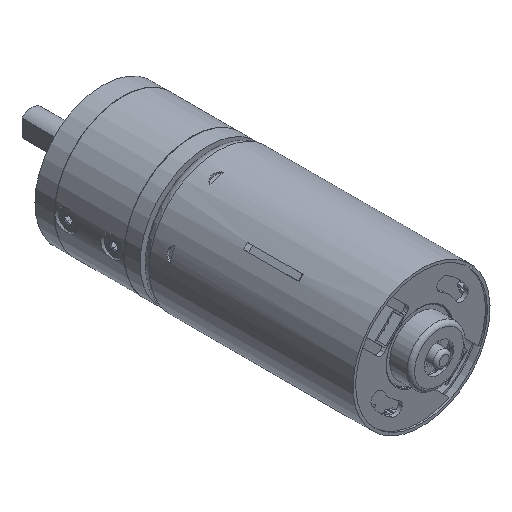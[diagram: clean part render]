
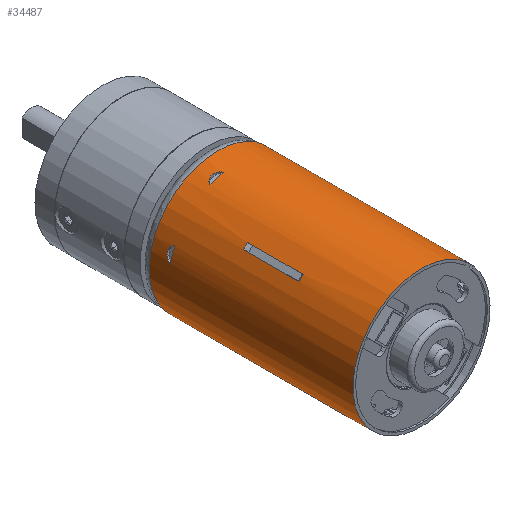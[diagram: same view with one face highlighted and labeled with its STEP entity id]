
A CAD part, isometric view. The second image highlights one B-rep face of the part: STEP entity #34487.
In plain terms, the highlighted cylindrical face has radius 21.175 mm (diameter 42.35 mm), a full revolution.
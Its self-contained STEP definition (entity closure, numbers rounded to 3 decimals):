
#462=B_SPLINE_CURVE_WITH_KNOTS('',3,(#49615,#49616,#49617,#49618,#49619,
#49620,#49621),.UNSPECIFIED.,.F.,.F.,(4,1,1,1,4),(0.,
0.001,0.003,0.004,0.006),
 .UNSPECIFIED.);
#463=B_SPLINE_CURVE_WITH_KNOTS('',3,(#49640,#49641,#49642,#49643,#49644,
#49645,#49646),.UNSPECIFIED.,.F.,.F.,(4,1,1,1,4),(0.,
0.001,0.003,0.004,0.006),
 .UNSPECIFIED.);
#602=B_SPLINE_CURVE_WITH_KNOTS('',3,(#51308,#51309,#51310,#51311,#51312,
#51313,#51314),.UNSPECIFIED.,.F.,.F.,(4,1,1,1,4),(0.,
0.001,0.003,0.004,0.006),
 .UNSPECIFIED.);
#609=B_SPLINE_CURVE_WITH_KNOTS('',3,(#51368,#51369,#51370,#51371,#51372,
#51373,#51374),.UNSPECIFIED.,.F.,.F.,(4,1,1,1,4),(0.,
0.001,0.003,0.004,0.006),
 .UNSPECIFIED.);
#1620=LINE('',#51352,#4409);
#1621=LINE('',#51361,#4410);
#3720=LINE('',#60520,#6509);
#3721=LINE('',#60522,#6510);
#4409=VECTOR('',#40013,1000.);
#4410=VECTOR('',#40020,1000.);
#6509=VECTOR('',#47283,1000.);
#6510=VECTOR('',#47284,1000.);
#17086=ORIENTED_EDGE('',*,*,#22677,.F.);
#17087=ORIENTED_EDGE('',*,*,#22674,.T.);
#17088=ORIENTED_EDGE('',*,*,#22678,.F.);
#17089=ORIENTED_EDGE('',*,*,#22679,.F.);
#17090=ORIENTED_EDGE('',*,*,#18309,.F.);
#17091=ORIENTED_EDGE('',*,*,#18312,.T.);
#17092=ORIENTED_EDGE('',*,*,#18316,.F.);
#17093=ORIENTED_EDGE('',*,*,#18318,.F.);
#17094=ORIENTED_EDGE('',*,*,#18910,.T.);
#17095=ORIENTED_EDGE('',*,*,#18889,.F.);
#17096=ORIENTED_EDGE('',*,*,#18891,.F.);
#17097=ORIENTED_EDGE('',*,*,#18901,.T.);
#17098=ORIENTED_EDGE('',*,*,#18900,.F.);
#17099=ORIENTED_EDGE('',*,*,#18897,.T.);
#17100=ORIENTED_EDGE('',*,*,#18903,.F.);
#17101=ORIENTED_EDGE('',*,*,#18906,.F.);
#17102=ORIENTED_EDGE('',*,*,#18909,.T.);
#18309=EDGE_CURVE('',#23335,#23336,#462,.T.);
#18312=EDGE_CURVE('',#23335,#23336,#26453,.T.);
#18316=EDGE_CURVE('',#23339,#23340,#26455,.T.);
#18318=EDGE_CURVE('',#23340,#23339,#463,.T.);
#18889=EDGE_CURVE('',#23755,#23756,#26637,.T.);
#18891=EDGE_CURVE('',#23756,#23755,#602,.T.);
#18897=EDGE_CURVE('',#23762,#23761,#26638,.T.);
#18900=EDGE_CURVE('',#23762,#23763,#1620,.T.);
#18901=EDGE_CURVE('',#23764,#23763,#26639,.T.);
#18903=EDGE_CURVE('',#23764,#23761,#1621,.T.);
#18906=EDGE_CURVE('',#23767,#23768,#609,.T.);
#18909=EDGE_CURVE('',#23767,#23768,#26641,.T.);
#18910=EDGE_CURVE('',#23769,#23769,#26642,.T.);
#22674=EDGE_CURVE('',#26090,#26091,#27724,.T.);
#22677=EDGE_CURVE('',#26090,#26092,#3720,.T.);
#22678=EDGE_CURVE('',#26093,#26091,#3721,.T.);
#22679=EDGE_CURVE('',#26092,#26093,#27725,.T.);
#23335=VERTEX_POINT('',#49622);
#23336=VERTEX_POINT('',#49623);
#23339=VERTEX_POINT('',#49635);
#23340=VERTEX_POINT('',#49637);
#23755=VERTEX_POINT('',#51303);
#23756=VERTEX_POINT('',#51305);
#23761=VERTEX_POINT('',#51339);
#23762=VERTEX_POINT('',#51341);
#23763=VERTEX_POINT('',#51351);
#23764=VERTEX_POINT('',#51355);
#23767=VERTEX_POINT('',#51375);
#23768=VERTEX_POINT('',#51376);
#23769=VERTEX_POINT('',#51383);
#26090=VERTEX_POINT('',#60515);
#26091=VERTEX_POINT('',#60516);
#26092=VERTEX_POINT('',#60521);
#26093=VERTEX_POINT('',#60523);
#26453=CIRCLE('',#34922,21.175);
#26455=CIRCLE('',#34926,21.175);
#26637=CIRCLE('',#35346,21.175);
#26638=CIRCLE('',#35350,21.175);
#26639=CIRCLE('',#35353,21.175);
#26641=CIRCLE('',#35359,21.175);
#26642=CIRCLE('',#35361,21.175);
#27724=CIRCLE('',#37935,21.175);
#27725=CIRCLE('',#37937,21.175);
#29742=EDGE_LOOP('',(#17086,#17087,#17088,#17089));
#29743=EDGE_LOOP('',(#17090,#17091));
#29744=EDGE_LOOP('',(#17092,#17093));
#29745=EDGE_LOOP('',(#17094));
#29746=EDGE_LOOP('',(#17095,#17096));
#29747=EDGE_LOOP('',(#17097,#17098,#17099,#17100));
#29748=EDGE_LOOP('',(#17101,#17102));
#31881=FACE_BOUND('',#29742,.T.);
#31882=FACE_BOUND('',#29743,.T.);
#31883=FACE_BOUND('',#29744,.T.);
#31884=FACE_BOUND('',#29745,.T.);
#31885=FACE_BOUND('',#29746,.T.);
#31886=FACE_BOUND('',#29747,.T.);
#31887=FACE_BOUND('',#29748,.T.);
#32693=CYLINDRICAL_SURFACE('',#37936,21.175);
#34487=ADVANCED_FACE('',(#31881,#31882,#31883,#31884,#31885,#31886,#31887),
#32693,.T.);
#34922=AXIS2_PLACEMENT_3D('',#49627,#38900,#38901);
#34926=AXIS2_PLACEMENT_3D('',#49636,#38910,#38911);
#35346=AXIS2_PLACEMENT_3D('',#51304,#39998,#39999);
#35350=AXIS2_PLACEMENT_3D('',#51340,#40009,#40010);
#35353=AXIS2_PLACEMENT_3D('',#51354,#40016,#40017);
#35359=AXIS2_PLACEMENT_3D('',#51380,#40032,#40033);
#35361=AXIS2_PLACEMENT_3D('',#51382,#40036,#40037);
#37935=AXIS2_PLACEMENT_3D('',#60514,#47277,#47278);
#37936=AXIS2_PLACEMENT_3D('',#60519,#47281,#47282);
#37937=AXIS2_PLACEMENT_3D('',#60524,#47285,#47286);
#38900=DIRECTION('',(0.,-1.,0.));
#38901=DIRECTION('',(0.,0.,1.));
#38910=DIRECTION('',(0.,1.,0.));
#38911=DIRECTION('',(0.,0.,1.));
#39998=DIRECTION('',(0.,1.,0.));
#39999=DIRECTION('',(0.,0.,1.));
#40009=DIRECTION('',(0.,1.,0.));
#40010=DIRECTION('',(-0.737,0.,0.676));
#40013=DIRECTION('',(0.,-1.,0.));
#40016=DIRECTION('',(0.,-1.,0.));
#40017=DIRECTION('',(-0.676,0.,0.737));
#40020=DIRECTION('',(0.,1.,0.));
#40032=DIRECTION('',(0.,-1.,0.));
#40033=DIRECTION('',(0.,0.,1.));
#40036=DIRECTION('',(0.,-1.,0.));
#40037=DIRECTION('',(-0.707,0.,-0.707));
#47277=DIRECTION('',(0.,1.,0.));
#47278=DIRECTION('',(0.707,0.,0.707));
#47281=DIRECTION('',(0.,1.,0.));
#47282=DIRECTION('',(0.707,0.,0.707));
#47283=DIRECTION('',(0.,-1.,0.));
#47284=DIRECTION('',(0.,1.,0.));
#47285=DIRECTION('',(0.,-1.,0.));
#47286=DIRECTION('',(0.655,0.,0.755));
#49615=CARTESIAN_POINT('',(19.397,-9.1,-8.493));
#49616=CARTESIAN_POINT('',(19.462,-8.659,-8.344));
#49617=CARTESIAN_POINT('',(19.698,-7.896,-7.799));
#49618=CARTESIAN_POINT('',(20.175,-7.452,-6.487));
#49619=CARTESIAN_POINT('',(20.553,-7.894,-5.142));
#49620=CARTESIAN_POINT('',(20.679,-8.659,-4.559));
#49621=CARTESIAN_POINT('',(20.713,-9.1,-4.4));
#49622=CARTESIAN_POINT('',(19.397,-9.1,-8.493));
#49623=CARTESIAN_POINT('',(20.713,-9.1,-4.4));
#49627=CARTESIAN_POINT('',(0.,-9.1,0.));
#49635=CARTESIAN_POINT('',(8.493,-9.1,-19.397));
#49636=CARTESIAN_POINT('',(0.,-9.1,0.));
#49637=CARTESIAN_POINT('',(4.4,-9.1,-20.713));
#49640=CARTESIAN_POINT('',(4.4,-9.1,-20.713));
#49641=CARTESIAN_POINT('',(4.559,-8.659,-20.679));
#49642=CARTESIAN_POINT('',(5.14,-7.896,-20.553));
#49643=CARTESIAN_POINT('',(6.484,-7.452,-20.176));
#49644=CARTESIAN_POINT('',(7.797,-7.894,-19.699));
#49645=CARTESIAN_POINT('',(8.344,-8.659,-19.462));
#49646=CARTESIAN_POINT('',(8.493,-9.1,-19.397));
#51303=CARTESIAN_POINT('',(-8.493,-9.1,19.397));
#51304=CARTESIAN_POINT('',(0.,-9.1,0.));
#51305=CARTESIAN_POINT('',(-4.4,-9.1,20.713));
#51308=CARTESIAN_POINT('',(-4.4,-9.1,20.713));
#51309=CARTESIAN_POINT('',(-4.559,-8.659,20.679));
#51310=CARTESIAN_POINT('',(-5.14,-7.896,20.553));
#51311=CARTESIAN_POINT('',(-6.484,-7.452,20.176));
#51312=CARTESIAN_POINT('',(-7.797,-7.894,19.699));
#51313=CARTESIAN_POINT('',(-8.344,-8.659,19.462));
#51314=CARTESIAN_POINT('',(-8.493,-9.1,19.397));
#51339=CARTESIAN_POINT('',(-14.323,-26.575,15.596));
#51340=CARTESIAN_POINT('',(0.,-26.575,0.));
#51341=CARTESIAN_POINT('',(-15.596,-26.575,14.323));
#51351=CARTESIAN_POINT('',(-15.596,-43.725,14.323));
#51352=CARTESIAN_POINT('',(-15.596,-67.26,14.323));
#51354=CARTESIAN_POINT('',(0.,-43.725,0.));
#51355=CARTESIAN_POINT('',(-14.323,-43.725,15.596));
#51361=CARTESIAN_POINT('',(-14.323,-67.26,15.596));
#51368=CARTESIAN_POINT('',(-19.397,-9.1,8.493));
#51369=CARTESIAN_POINT('',(-19.462,-8.659,8.344));
#51370=CARTESIAN_POINT('',(-19.698,-7.896,7.799));
#51371=CARTESIAN_POINT('',(-20.175,-7.452,6.487));
#51372=CARTESIAN_POINT('',(-20.553,-7.894,5.142));
#51373=CARTESIAN_POINT('',(-20.679,-8.659,4.559));
#51374=CARTESIAN_POINT('',(-20.713,-9.1,4.4));
#51375=CARTESIAN_POINT('',(-19.397,-9.1,8.493));
#51376=CARTESIAN_POINT('',(-20.713,-9.1,4.4));
#51380=CARTESIAN_POINT('',(0.,-9.1,0.));
#51382=CARTESIAN_POINT('',(0.,-3.,0.));
#51383=CARTESIAN_POINT('',(-14.973,-3.,-14.973));
#60514=CARTESIAN_POINT('',(0.,-63.8,0.));
#60515=CARTESIAN_POINT('',(13.875,-63.8,15.996));
#60516=CARTESIAN_POINT('',(15.996,-63.8,13.875));
#60519=CARTESIAN_POINT('',(0.,-67.26,0.));
#60520=CARTESIAN_POINT('',(13.875,-63.8,15.996));
#60521=CARTESIAN_POINT('',(13.875,-66.,15.996));
#60522=CARTESIAN_POINT('',(15.996,-66.,13.875));
#60523=CARTESIAN_POINT('',(15.996,-66.,13.875));
#60524=CARTESIAN_POINT('',(0.,-66.,0.));
